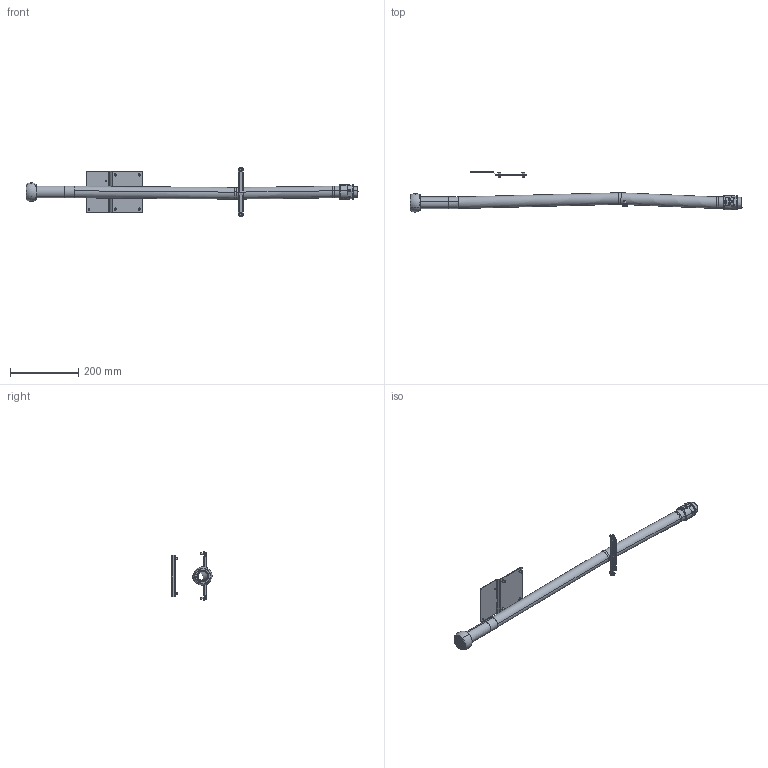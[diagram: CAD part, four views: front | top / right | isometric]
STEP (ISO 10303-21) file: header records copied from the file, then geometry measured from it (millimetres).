
FILE_DESCRIPTION (( 'STEP AP203' ), '1' );
FILE_NAME ('P2209-1.STEP', '2020-01-20T10:09:43', ( '' ), ( '' ), 'SwSTEP 2.0', 'SolidWorks 2017', '' );
FILE_SCHEMA (( 'CONFIG_CONTROL_DESIGN' ));
Length unit declared in the file: millimetre
Products named in the file (1): P2209-1
Bounding box: 969.82 x 117.08 x 145 mm (x, y, z)
Volume: 381742.8 mm3; surface area: 265178.5 mm2
Topology: 11 solids, 11 shells, 415 faces, 1039 edges, 651 vertices
Faces by surface type: plane 199, cylinder 126, cone 54, torus 34, sphere 2
Entity records: 12567 total; most frequent: CARTESIAN_POINT 2352, DIRECTION 2228, ORIENTED_EDGE 2060, EDGE_CURVE 1030, AXIS2_PLACEMENT_3D 846, VERTEX_POINT 646, VECTOR 536, LINE 536
